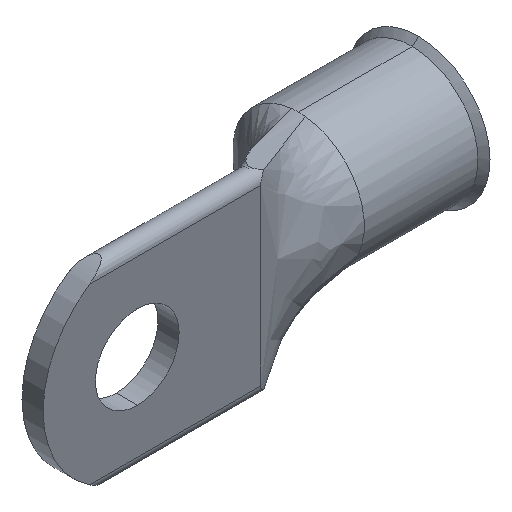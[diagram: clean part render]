
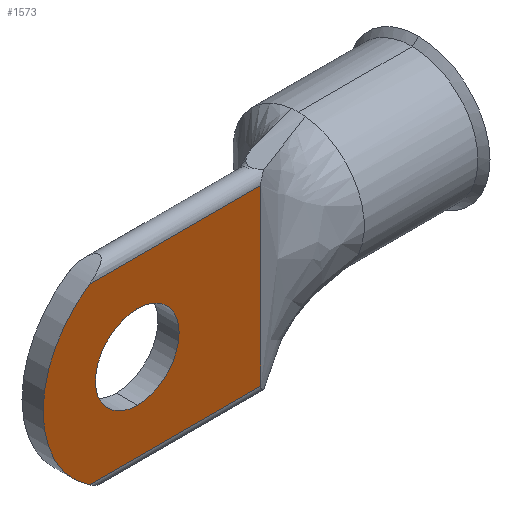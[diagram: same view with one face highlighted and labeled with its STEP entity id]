
A CAD part, isometric view. The second image highlights one B-rep face of the part: STEP entity #1573.
In plain terms, the highlighted planar face has unit normal (0, -1, 0).
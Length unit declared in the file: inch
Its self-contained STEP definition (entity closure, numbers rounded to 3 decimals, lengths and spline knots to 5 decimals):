
#70 = DIRECTION ( 'NONE',  ( 0., 0., -1. ) ) ;
#193 = CARTESIAN_POINT ( 'NONE',  ( 0.67, -0.065, -0.535 ) ) ;
#231 = ORIENTED_EDGE ( 'NONE', *, *, #4236, .F. ) ;
#279 = CARTESIAN_POINT ( 'NONE',  ( -0.3845, -0.065, 0.535 ) ) ;
#454 = ORIENTED_EDGE ( 'NONE', *, *, #4511, .T. ) ;
#668 = DIRECTION ( 'NONE',  ( 0., -1., 0. ) ) ;
#771 = DIRECTION ( 'NONE',  ( 0., 0., -1. ) ) ;
#881 = AXIS2_PLACEMENT_3D ( 'NONE', #3093, #3175, #1537 ) ;
#1040 = CARTESIAN_POINT ( 'NONE',  ( -0.09, -0.065, 0.2575 ) ) ;
#1042 = VERTEX_POINT ( 'NONE', #1040 ) ;
#1108 = LINE ( 'NONE', #1863, #2214 ) ;
#1291 = EDGE_CURVE ( 'NONE', #2541, #5005, #4391, .T. ) ;
#1476 = DIRECTION ( 'NONE',  ( 0., 0., 1. ) ) ;
#1499 = DIRECTION ( 'NONE',  ( -1., 0., 0. ) ) ;
#1537 = DIRECTION ( 'NONE',  ( 0., 0., -1. ) ) ;
#1573 = ADVANCED_FACE ( 'NONE', ( #5106, #1955 ), #3872, .T. ) ;
#1678 = EDGE_LOOP ( 'NONE', ( #231, #3797 ) ) ;
#1725 = AXIS2_PLACEMENT_3D ( 'NONE', #4707, #2336, #771 ) ;
#1850 = CARTESIAN_POINT ( 'NONE',  ( -0.09, -0.065, -0.2575 ) ) ;
#1863 = CARTESIAN_POINT ( 'NONE',  ( -0.3845, -0.065, 0.535 ) ) ;
#1955 = FACE_OUTER_BOUND ( 'NONE', #2296, .T. ) ;
#1985 = CARTESIAN_POINT ( 'NONE',  ( -0.02598, -0.065, -0.535 ) ) ;
#2073 = ORIENTED_EDGE ( 'NONE', *, *, #4569, .T. ) ;
#2214 = VECTOR ( 'NONE', #1499, 39.37008 ) ;
#2265 = DIRECTION ( 'NONE',  ( 1., 0., 0. ) ) ;
#2296 = EDGE_LOOP ( 'NONE', ( #454, #3852, #3636, #2073 ) ) ;
#2336 = DIRECTION ( 'NONE',  ( 0., -1., 0. ) ) ;
#2401 = VERTEX_POINT ( 'NONE', #279 ) ;
#2541 = VERTEX_POINT ( 'NONE', #3920 ) ;
#2624 = AXIS2_PLACEMENT_3D ( 'NONE', #3141, #668, #5122 ) ;
#2748 = EDGE_CURVE ( 'NONE', #4095, #1042, #5038, .T. ) ;
#2963 = VECTOR ( 'NONE', #1476, 39.37008 ) ;
#2971 = EDGE_CURVE ( 'NONE', #5005, #2993, #3081, .T. ) ;
#2993 = VERTEX_POINT ( 'NONE', #3108 ) ;
#3081 = LINE ( 'NONE', #5043, #2963 ) ;
#3093 = CARTESIAN_POINT ( 'NONE',  ( -0.02598, -0.065, 0. ) ) ;
#3108 = CARTESIAN_POINT ( 'NONE',  ( 0.67, -0.065, 0.535 ) ) ;
#3141 = CARTESIAN_POINT ( 'NONE',  ( -0.02598, -0.065, 0. ) ) ;
#3175 = DIRECTION ( 'NONE',  ( 0., -1., 0. ) ) ;
#3295 = VECTOR ( 'NONE', #2265, 39.37008 ) ;
#3552 = CARTESIAN_POINT ( 'NONE',  ( -0.09, -0.065, 0. ) ) ;
#3636 = ORIENTED_EDGE ( 'NONE', *, *, #2971, .T. ) ;
#3712 = DIRECTION ( 'NONE',  ( 0., -1., 0. ) ) ;
#3797 = ORIENTED_EDGE ( 'NONE', *, *, #2748, .F. ) ;
#3852 = ORIENTED_EDGE ( 'NONE', *, *, #1291, .T. ) ;
#3872 = PLANE ( 'NONE',  #881 ) ;
#3920 = CARTESIAN_POINT ( 'NONE',  ( -0.3845, -0.065, -0.535 ) ) ;
#3982 = AXIS2_PLACEMENT_3D ( 'NONE', #3552, #3712, #70 ) ;
#4065 = CIRCLE ( 'NONE', #3982, 0.2575 ) ;
#4095 = VERTEX_POINT ( 'NONE', #1850 ) ;
#4236 = EDGE_CURVE ( 'NONE', #1042, #4095, #4065, .T. ) ;
#4391 = LINE ( 'NONE', #1985, #3295 ) ;
#4470 = CIRCLE ( 'NONE', #2624, 0.64402 ) ;
#4511 = EDGE_CURVE ( 'NONE', #2401, #2541, #4470, .T. ) ;
#4569 = EDGE_CURVE ( 'NONE', #2993, #2401, #1108, .T. ) ;
#4707 = CARTESIAN_POINT ( 'NONE',  ( -0.09, -0.065, 0. ) ) ;
#5005 = VERTEX_POINT ( 'NONE', #193 ) ;
#5038 = CIRCLE ( 'NONE', #1725, 0.2575 ) ;
#5043 = CARTESIAN_POINT ( 'NONE',  ( 0.67, -0.065, 0. ) ) ;
#5106 = FACE_BOUND ( 'NONE', #1678, .T. ) ;
#5122 = DIRECTION ( 'NONE',  ( 0., 0., -1. ) ) ;
